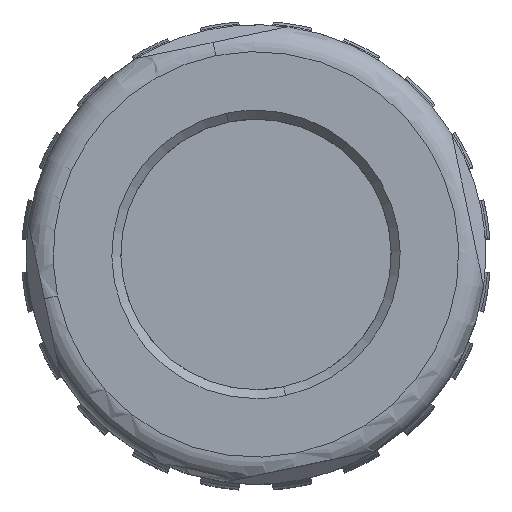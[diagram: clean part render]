
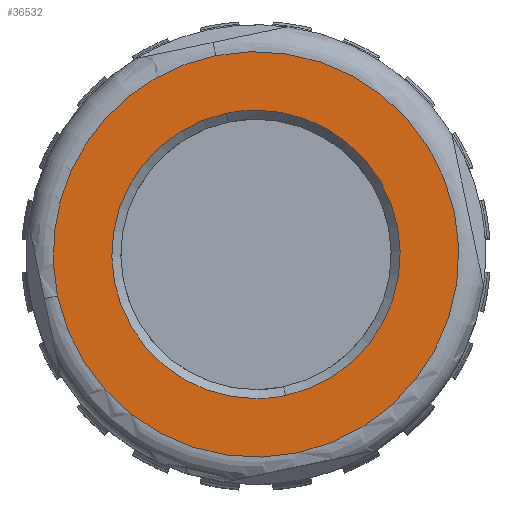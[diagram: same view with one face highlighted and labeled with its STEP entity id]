
A CAD part, top view. The second image highlights one B-rep face of the part: STEP entity #36532.
In plain terms, the highlighted planar face has unit normal (0, 0, 1).
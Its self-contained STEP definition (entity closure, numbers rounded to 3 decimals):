
#12886=CARTESIAN_POINT('',(0.,0.,14.8));
#12887=DIRECTION('',(0.,0.,-1.));
#12888=DIRECTION('',(-0.198,0.98,0.));
#12889=AXIS2_PLACEMENT_3D('',#12886,#12887,#12888);
#12891=CARTESIAN_POINT('',(0.,0.,14.8));
#12892=DIRECTION('',(0.,0.,-1.));
#12893=DIRECTION('',(0.979,0.205,0.));
#12894=AXIS2_PLACEMENT_3D('',#12891,#12892,#12893);
#12896=CARTESIAN_POINT('',(0.,0.,14.8));
#12897=DIRECTION('',(0.,0.,-1.));
#12898=DIRECTION('',(-0.979,-0.205,
0.));
#12899=AXIS2_PLACEMENT_3D('',#12896,#12897,#12898);
#12901=CARTESIAN_POINT('',(0.,0.,14.8));
#12902=DIRECTION('',(0.,0.,1.));
#12903=DIRECTION('',(-0.205,0.979,0.));
#12904=AXIS2_PLACEMENT_3D('',#12901,#12902,#12903);
#12906=CARTESIAN_POINT('',(0.,0.,14.8));
#12907=DIRECTION('',(0.,0.,1.));
#12908=DIRECTION('',(0.,-1.,0.));
#12909=AXIS2_PLACEMENT_3D('',#12906,#12907,#12908);
#12911=CARTESIAN_POINT('',(0.,0.,14.8));
#12912=DIRECTION('',(0.,0.,1.));
#12913=DIRECTION('',(0.205,-0.979,0.));
#12914=AXIS2_PLACEMENT_3D('',#12911,#12912,#12913);
#12916=CARTESIAN_POINT('',(0.,0.,14.8));
#12917=DIRECTION('',(0.,0.,1.));
#12918=DIRECTION('',(0.,1.,0.));
#12919=AXIS2_PLACEMENT_3D('',#12916,#12917,#12918);
#19049=CARTESIAN_POINT('',(-11.011,-2.309,14.8));
#19050=VERTEX_POINT('',#19049);
#19051=CARTESIAN_POINT('',(11.011,2.309,14.8));
#19052=VERTEX_POINT('',#19051);
#19053=CARTESIAN_POINT('',(-2.232,11.026,14.8));
#19054=VERTEX_POINT('',#19053);
#19070=CARTESIAN_POINT('',(-1.642,7.83,14.8));
#19071=CARTESIAN_POINT('',(0.,-8.,14.8));
#19072=VERTEX_POINT('',#19070);
#19073=VERTEX_POINT('',#19071);
#19074=CARTESIAN_POINT('',(1.642,-7.83,14.8));
#19075=VERTEX_POINT('',#19074);
#19076=CARTESIAN_POINT('',(0.,8.,14.8));
#19077=VERTEX_POINT('',#19076);
#36512=CARTESIAN_POINT('',(0.,0.,14.8));
#36513=DIRECTION('',(0.,0.,1.));
#36514=DIRECTION('',(0.205,-0.979,0.));
#36515=AXIS2_PLACEMENT_3D('',#36512,#36513,#36514);
#36516=PLANE('',#36515);
#36517=ORIENTED_EDGE('',*,*,#36421,.T.);
#36518=ORIENTED_EDGE('',*,*,#36419,.T.);
#36519=ORIENTED_EDGE('',*,*,#36502,.T.);
#36520=EDGE_LOOP('',(#36517,#36518,#36519));
#36521=FACE_OUTER_BOUND('',#36520,.F.);
#36523=ORIENTED_EDGE('',*,*,#36522,.T.);
#36525=ORIENTED_EDGE('',*,*,#36524,.T.);
#36527=ORIENTED_EDGE('',*,*,#36526,.T.);
#36529=ORIENTED_EDGE('',*,*,#36528,.T.);
#36530=EDGE_LOOP('',(#36523,#36525,#36527,#36529));
#36531=FACE_BOUND('',#36530,.F.);
#36532=ADVANCED_FACE('',(#36521,#36531),#36516,.T.);
#12890=CIRCLE('',#12889,11.25);
#12895=CIRCLE('',#12894,11.25);
#12900=CIRCLE('',#12899,11.25);
#12905=CIRCLE('',#12904,8.);
#12910=CIRCLE('',#12909,8.);
#12915=CIRCLE('',#12914,8.);
#12920=CIRCLE('',#12919,8.);
#36419=EDGE_CURVE('',#19052,#19050,#12895,.T.);
#36421=EDGE_CURVE('',#19054,#19052,#12890,.T.);
#36502=EDGE_CURVE('',#19050,#19054,#12900,.T.);
#36522=EDGE_CURVE('',#19072,#19073,#12905,.T.);
#36524=EDGE_CURVE('',#19073,#19075,#12910,.T.);
#36526=EDGE_CURVE('',#19075,#19077,#12915,.T.);
#36528=EDGE_CURVE('',#19077,#19072,#12920,.T.);
